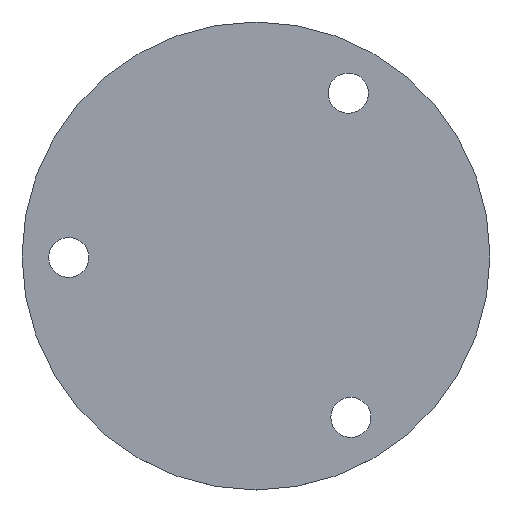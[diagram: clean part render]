
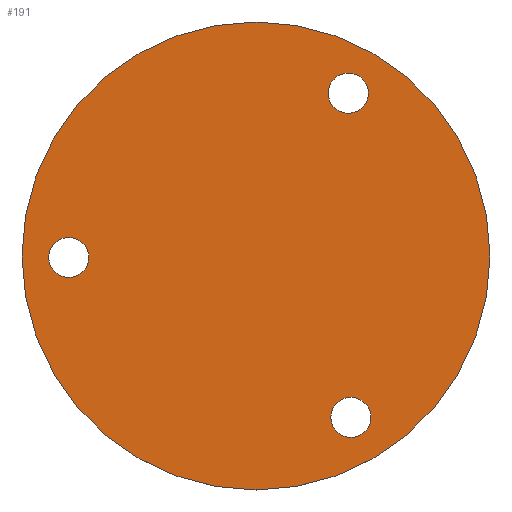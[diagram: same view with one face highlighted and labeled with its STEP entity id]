
A CAD part, top view. The second image highlights one B-rep face of the part: STEP entity #191.
In plain terms, the highlighted planar face has unit normal (0, 0, 1).
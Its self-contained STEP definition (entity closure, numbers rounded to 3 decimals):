
#29=FACE_BOUND('',#82,.T.);
#30=FACE_BOUND('',#83,.T.);
#31=FACE_BOUND('',#84,.T.);
#37=PLANE('',#265);
#69=FACE_OUTER_BOUND('',#81,.T.);
#81=EDGE_LOOP('',(#165));
#82=EDGE_LOOP('',(#166));
#83=EDGE_LOOP('',(#167));
#84=EDGE_LOOP('',(#168));
#94=CIRCLE('',#251,1.5);
#102=CIRCLE('',#264,17.5);
#103=CIRCLE('',#266,1.5);
#104=CIRCLE('',#267,1.5);
#110=VERTEX_POINT('',#364);
#117=VERTEX_POINT('',#386);
#118=VERTEX_POINT('',#390);
#119=VERTEX_POINT('',#392);
#125=EDGE_CURVE('',#110,#110,#94,.T.);
#135=EDGE_CURVE('',#117,#117,#102,.T.);
#136=EDGE_CURVE('',#118,#118,#103,.T.);
#137=EDGE_CURVE('',#119,#119,#104,.T.);
#165=ORIENTED_EDGE('',*,*,#135,.T.);
#166=ORIENTED_EDGE('',*,*,#136,.T.);
#167=ORIENTED_EDGE('',*,*,#137,.T.);
#168=ORIENTED_EDGE('',*,*,#125,.T.);
#191=ADVANCED_FACE('',(#69,#29,#30,#31),#37,.T.);
#251=AXIS2_PLACEMENT_3D('',#366,#296,#297);
#264=AXIS2_PLACEMENT_3D('',#388,#324,#325);
#265=AXIS2_PLACEMENT_3D('',#389,#326,#327);
#266=AXIS2_PLACEMENT_3D('',#391,#328,#329);
#267=AXIS2_PLACEMENT_3D('',#393,#330,#331);
#296=DIRECTION('center_axis',(0.,0.,-1.));
#297=DIRECTION('ref_axis',(-1.,0.,0.));
#324=DIRECTION('center_axis',(0.,0.,1.));
#325=DIRECTION('ref_axis',(1.,0.,0.));
#326=DIRECTION('center_axis',(0.,0.,1.));
#327=DIRECTION('ref_axis',(1.,0.,0.));
#328=DIRECTION('center_axis',(0.,0.,-1.));
#329=DIRECTION('ref_axis',(0.5,0.866,0.));
#330=DIRECTION('center_axis',(0.,0.,-1.));
#331=DIRECTION('ref_axis',(0.5,-0.866,0.));
#364=CARTESIAN_POINT('',(2.868,-0.109,-8.6));
#366=CARTESIAN_POINT('Origin',(1.368,-0.109,-8.6));
#386=CARTESIAN_POINT('',(-2.133,0.,-8.6));
#388=CARTESIAN_POINT('Origin',(15.367,0.,-8.6));
#389=CARTESIAN_POINT('Origin',(15.367,0.,-8.6));
#390=CARTESIAN_POINT('',(21.522,10.88,-8.6));
#391=CARTESIAN_POINT('Origin',(22.272,12.179,-8.6));
#392=CARTESIAN_POINT('',(21.711,-10.77,-8.6));
#393=CARTESIAN_POINT('Origin',(22.461,-12.069,-8.6));
